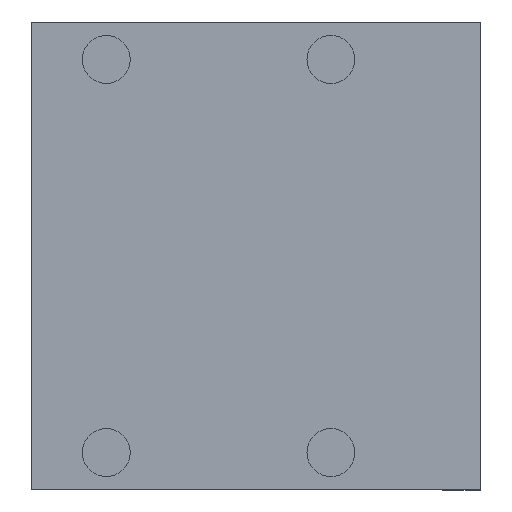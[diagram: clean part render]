
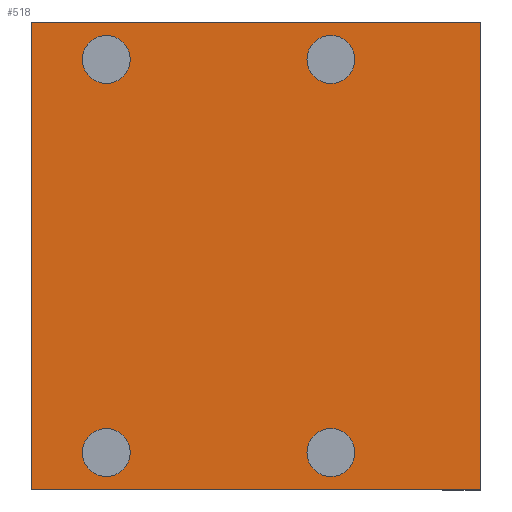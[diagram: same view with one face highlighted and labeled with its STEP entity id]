
A CAD part, front view. The second image highlights one B-rep face of the part: STEP entity #518.
In plain terms, the highlighted planar face has unit normal (0, -1, 0).
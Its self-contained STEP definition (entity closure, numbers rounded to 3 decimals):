
#8 = CIRCLE ( 'NONE', #857, 3.2 ) ;
#9 = CARTESIAN_POINT ( 'NONE',  ( 0., 0., 0. ) ) ;
#30 = CARTESIAN_POINT ( 'NONE',  ( 60., 0., 0. ) ) ;
#37 = DIRECTION ( 'NONE',  ( 0., 0., -1. ) ) ;
#40 = VERTEX_POINT ( 'NONE', #9 ) ;
#48 = CARTESIAN_POINT ( 'NONE',  ( 10., 0., -57.5 ) ) ;
#52 = DIRECTION ( 'NONE',  ( 0., -1., 0. ) ) ;
#108 = VECTOR ( 'NONE', #118, 1000. ) ;
#109 = ORIENTED_EDGE ( 'NONE', *, *, #733, .F. ) ;
#117 = VERTEX_POINT ( 'NONE', #30 ) ;
#118 = DIRECTION ( 'NONE',  ( -1., 0., 0. ) ) ;
#119 = CARTESIAN_POINT ( 'NONE',  ( 10., 0., -57.5 ) ) ;
#121 = CARTESIAN_POINT ( 'NONE',  ( 0., 0., -62.5 ) ) ;
#122 = DIRECTION ( 'NONE',  ( 0., 0., -1. ) ) ;
#126 = AXIS2_PLACEMENT_3D ( 'NONE', #593, #597, #663 ) ;
#134 = VERTEX_POINT ( 'NONE', #971 ) ;
#135 = CARTESIAN_POINT ( 'NONE',  ( 40., 0., -5. ) ) ;
#140 = AXIS2_PLACEMENT_3D ( 'NONE', #135, #452, #37 ) ;
#144 = FACE_BOUND ( 'NONE', #226, .T. ) ;
#145 = ORIENTED_EDGE ( 'NONE', *, *, #312, .F. ) ;
#147 = VERTEX_POINT ( 'NONE', #578 ) ;
#174 = EDGE_LOOP ( 'NONE', ( #145, #754 ) ) ;
#177 = CARTESIAN_POINT ( 'NONE',  ( 40., 0., -1.8 ) ) ;
#179 = VECTOR ( 'NONE', #478, 1000. ) ;
#184 = DIRECTION ( 'NONE',  ( 0., -1., 0. ) ) ;
#200 = EDGE_LOOP ( 'NONE', ( #472, #724, #229, #937 ) ) ;
#202 = DIRECTION ( 'NONE',  ( 0., 0., -1. ) ) ;
#209 = CARTESIAN_POINT ( 'NONE',  ( 60., 0., 0. ) ) ;
#212 = AXIS2_PLACEMENT_3D ( 'NONE', #627, #397, #769 ) ;
#222 = EDGE_CURVE ( 'NONE', #117, #693, #823, .T. ) ;
#225 = FACE_BOUND ( 'NONE', #394, .T. ) ;
#226 = EDGE_LOOP ( 'NONE', ( #596, #844 ) ) ;
#229 = ORIENTED_EDGE ( 'NONE', *, *, #222, .F. ) ;
#235 = CARTESIAN_POINT ( 'NONE',  ( 10., 0., -1.8 ) ) ;
#240 = CARTESIAN_POINT ( 'NONE',  ( 0., 0., -62.5 ) ) ;
#261 = VECTOR ( 'NONE', #122, 1000. ) ;
#262 = CARTESIAN_POINT ( 'NONE',  ( 0., 0., 0. ) ) ;
#274 = VERTEX_POINT ( 'NONE', #819 ) ;
#288 = VERTEX_POINT ( 'NONE', #525 ) ;
#312 = EDGE_CURVE ( 'NONE', #147, #274, #531, .T. ) ;
#316 = DIRECTION ( 'NONE',  ( 0., 0., 1. ) ) ;
#326 = EDGE_LOOP ( 'NONE', ( #109, #398 ) ) ;
#378 = CARTESIAN_POINT ( 'NONE',  ( 40., 0., -8.2 ) ) ;
#394 = EDGE_LOOP ( 'NONE', ( #894, #852 ) ) ;
#397 = DIRECTION ( 'NONE',  ( 0., -1., 0. ) ) ;
#398 = ORIENTED_EDGE ( 'NONE', *, *, #914, .F. ) ;
#404 = EDGE_CURVE ( 'NONE', #889, #631, #644, .T. ) ;
#419 = CARTESIAN_POINT ( 'NONE',  ( 40., 0., -57.5 ) ) ;
#423 = VECTOR ( 'NONE', #316, 1000. ) ;
#440 = CIRCLE ( 'NONE', #1008, 3.2 ) ;
#446 = EDGE_CURVE ( 'NONE', #863, #40, #704, .T. ) ;
#452 = DIRECTION ( 'NONE',  ( 0., -1., 0. ) ) ;
#460 = FACE_BOUND ( 'NONE', #326, .T. ) ;
#472 = ORIENTED_EDGE ( 'NONE', *, *, #446, .F. ) ;
#478 = DIRECTION ( 'NONE',  ( 1., 0., 0. ) ) ;
#489 = CIRCLE ( 'NONE', #569, 3.2 ) ;
#510 = DIRECTION ( 'NONE',  ( 0., 0., -1. ) ) ;
#518 = ADVANCED_FACE ( 'NONE', ( #225, #841, #144, #460, #764 ), #885, .T. ) ;
#525 = CARTESIAN_POINT ( 'NONE',  ( 10., 0., -8.2 ) ) ;
#527 = EDGE_CURVE ( 'NONE', #134, #923, #8, .T. ) ;
#529 = DIRECTION ( 'NONE',  ( 0., -1., 0. ) ) ;
#531 = CIRCLE ( 'NONE', #598, 3.2 ) ;
#544 = CARTESIAN_POINT ( 'NONE',  ( 10., 0., -5. ) ) ;
#552 = CARTESIAN_POINT ( 'NONE',  ( 40., 0., -60.7 ) ) ;
#567 = CIRCLE ( 'NONE', #126, 3.2 ) ;
#568 = DIRECTION ( 'NONE',  ( 0., 0., -1. ) ) ;
#569 = AXIS2_PLACEMENT_3D ( 'NONE', #544, #529, #839 ) ;
#577 = DIRECTION ( 'NONE',  ( 0., 0., -1. ) ) ;
#578 = CARTESIAN_POINT ( 'NONE',  ( 10., 0., -60.7 ) ) ;
#593 = CARTESIAN_POINT ( 'NONE',  ( 10., 0., -5. ) ) ;
#596 = ORIENTED_EDGE ( 'NONE', *, *, #404, .F. ) ;
#597 = DIRECTION ( 'NONE',  ( 0., -1., 0. ) ) ;
#598 = AXIS2_PLACEMENT_3D ( 'NONE', #119, #679, #835 ) ;
#627 = CARTESIAN_POINT ( 'NONE',  ( 40., 0., -5. ) ) ;
#631 = VERTEX_POINT ( 'NONE', #177 ) ;
#644 = CIRCLE ( 'NONE', #212, 3.2 ) ;
#663 = DIRECTION ( 'NONE',  ( 0., 0., -1. ) ) ;
#673 = CARTESIAN_POINT ( 'NONE',  ( 60., 0., -62.5 ) ) ;
#679 = DIRECTION ( 'NONE',  ( 0., -1., 0. ) ) ;
#693 = VERTEX_POINT ( 'NONE', #673 ) ;
#704 = LINE ( 'NONE', #1009, #423 ) ;
#705 = EDGE_CURVE ( 'NONE', #631, #889, #759, .T. ) ;
#709 = CIRCLE ( 'NONE', #775, 3.2 ) ;
#719 = EDGE_CURVE ( 'NONE', #274, #147, #440, .T. ) ;
#724 = ORIENTED_EDGE ( 'NONE', *, *, #738, .F. ) ;
#733 = EDGE_CURVE ( 'NONE', #288, #910, #567, .T. ) ;
#738 = EDGE_CURVE ( 'NONE', #693, #863, #830, .T. ) ;
#751 = CARTESIAN_POINT ( 'NONE',  ( 40., 0., -57.5 ) ) ;
#754 = ORIENTED_EDGE ( 'NONE', *, *, #719, .F. ) ;
#759 = CIRCLE ( 'NONE', #140, 3.2 ) ;
#764 = FACE_OUTER_BOUND ( 'NONE', #200, .T. ) ;
#769 = DIRECTION ( 'NONE',  ( 0., 0., -1. ) ) ;
#775 = AXIS2_PLACEMENT_3D ( 'NONE', #751, #52, #202 ) ;
#778 = LINE ( 'NONE', #934, #179 ) ;
#796 = DIRECTION ( 'NONE',  ( 0., -1., 0. ) ) ;
#802 = EDGE_CURVE ( 'NONE', #923, #134, #709, .T. ) ;
#819 = CARTESIAN_POINT ( 'NONE',  ( 10., 0., -54.3 ) ) ;
#823 = LINE ( 'NONE', #209, #261 ) ;
#830 = LINE ( 'NONE', #121, #108 ) ;
#835 = DIRECTION ( 'NONE',  ( 0., 0., -1. ) ) ;
#839 = DIRECTION ( 'NONE',  ( 0., 0., -1. ) ) ;
#841 = FACE_BOUND ( 'NONE', #174, .T. ) ;
#844 = ORIENTED_EDGE ( 'NONE', *, *, #705, .F. ) ;
#852 = ORIENTED_EDGE ( 'NONE', *, *, #527, .F. ) ;
#857 = AXIS2_PLACEMENT_3D ( 'NONE', #419, #796, #577 ) ;
#863 = VERTEX_POINT ( 'NONE', #240 ) ;
#885 = PLANE ( 'NONE',  #947 ) ;
#889 = VERTEX_POINT ( 'NONE', #378 ) ;
#894 = ORIENTED_EDGE ( 'NONE', *, *, #802, .F. ) ;
#905 = DIRECTION ( 'NONE',  ( 0., -1., 0. ) ) ;
#906 = EDGE_CURVE ( 'NONE', #40, #117, #778, .T. ) ;
#910 = VERTEX_POINT ( 'NONE', #235 ) ;
#914 = EDGE_CURVE ( 'NONE', #910, #288, #489, .T. ) ;
#923 = VERTEX_POINT ( 'NONE', #552 ) ;
#934 = CARTESIAN_POINT ( 'NONE',  ( 0., 0., 0. ) ) ;
#937 = ORIENTED_EDGE ( 'NONE', *, *, #906, .F. ) ;
#947 = AXIS2_PLACEMENT_3D ( 'NONE', #262, #184, #568 ) ;
#971 = CARTESIAN_POINT ( 'NONE',  ( 40., 0., -54.3 ) ) ;
#1008 = AXIS2_PLACEMENT_3D ( 'NONE', #48, #905, #510 ) ;
#1009 = CARTESIAN_POINT ( 'NONE',  ( 0., 0., 0. ) ) ;
